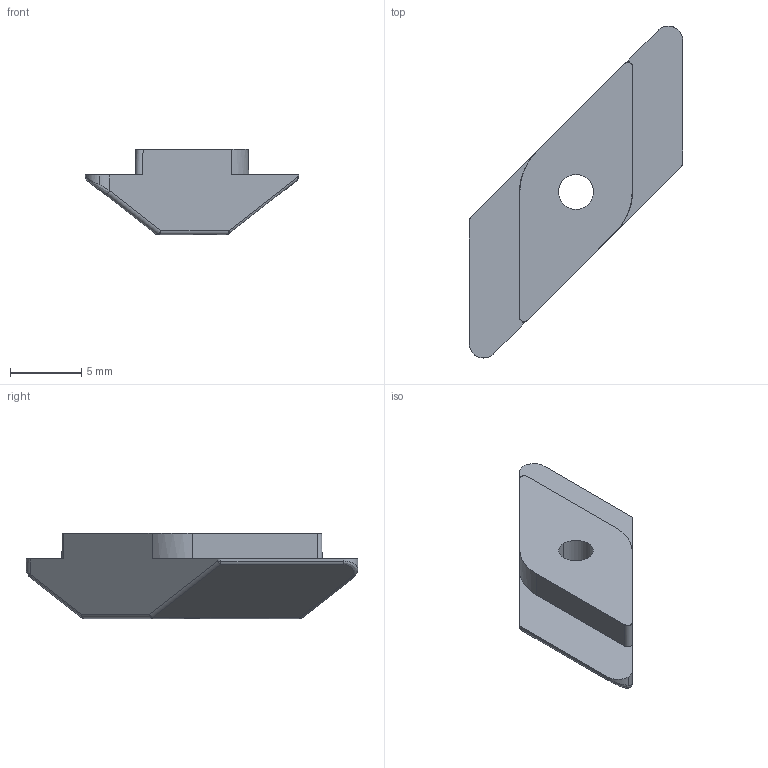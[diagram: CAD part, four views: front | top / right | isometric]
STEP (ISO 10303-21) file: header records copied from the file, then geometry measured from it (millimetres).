
FILE_DESCRIPTION (( 'STEP AP203' ), '1' );
FILE_NAME ('482200160_c_1.STEP', '2023-01-08T04:06:15', ( '' ), ( '' ), 'SwSTEP 2.0', 'SolidWorks 2014', '' );
FILE_SCHEMA (( 'CONFIG_CONTROL_DESIGN' ));
Length unit declared in the file: millimetre
Products named in the file (1): 482200160_c_1
Bounding box: 14.98 x 23.33 x 6 mm (x, y, z)
Volume: 605.1 mm3; surface area: 594.5 mm2
Topology: 1 solids, 1 shells, 47 faces, 113 edges, 66 vertices
Faces by surface type: cylinder 23, plane 14, bspline 10
Entity records: 1706 total; most frequent: CARTESIAN_POINT 601, ORIENTED_EDGE 222, DIRECTION 209, EDGE_CURVE 111, AXIS2_PLACEMENT_3D 77, VERTEX_POINT 66, VECTOR 55, LINE 55
